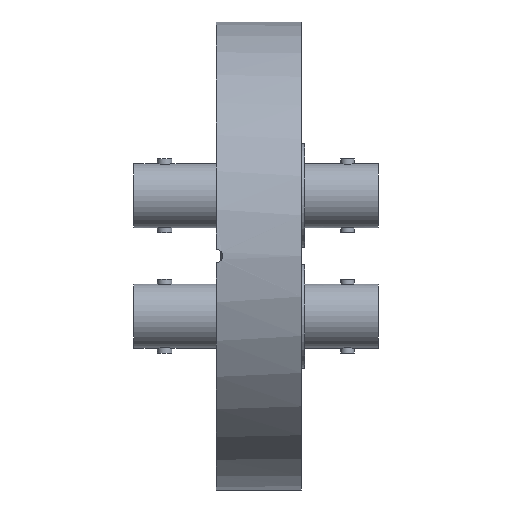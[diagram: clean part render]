
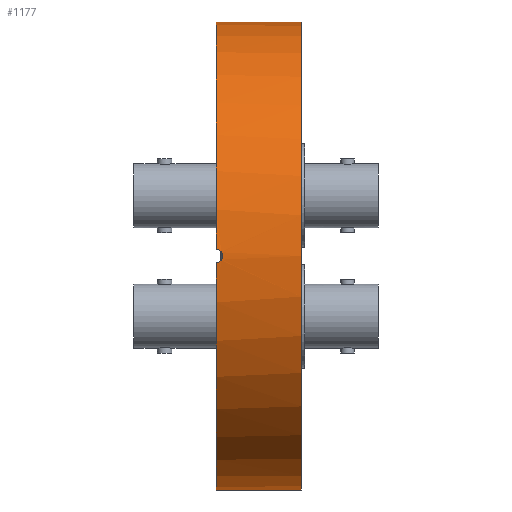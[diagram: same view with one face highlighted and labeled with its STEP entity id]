
A CAD part, left-side view. The second image highlights one B-rep face of the part: STEP entity #1177.
In plain terms, the highlighted cylindrical face has radius 34.95 mm (diameter 69.9 mm), a partial arc.
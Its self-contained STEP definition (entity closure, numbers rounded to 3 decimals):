
#87 = CARTESIAN_POINT ( 'NONE',  ( -34.949, -0.974, 0.263 ) ) ;
#132 = DIRECTION ( 'NONE',  ( 0., 1., 0. ) ) ;
#177 = ORIENTED_EDGE ( 'NONE', *, *, #1526, .F. ) ;
#357 = CARTESIAN_POINT ( 'NONE',  ( -34.945, -0.801, -0.613 ) ) ;
#360 = VERTEX_POINT ( 'NONE', #698 ) ;
#386 = CARTESIAN_POINT ( 'NONE',  ( 0., 0., 0. ) ) ;
#578 = B_SPLINE_CURVE_WITH_KNOTS ( 'NONE', 3,
 ( #2788, #1341, #588, #1558, #846, #1320, #2303, #87, #606, #2325, #1085, #3057, #357, #1808, #1574, #2557 ),
 .UNSPECIFIED., .F., .F.,
 ( 4, 2, 2, 2, 2, 2, 2, 4 ),
 ( 0., 0., 0.001, 0.001, 0.002, 0.002, 0.002, 0.003 ),
 .UNSPECIFIED. ) ;
#588 = CARTESIAN_POINT ( 'NONE',  ( -34.936, -0.262, 0.974 ) ) ;
#606 = CARTESIAN_POINT ( 'NONE',  ( -34.95, -1., 0.131 ) ) ;
#614 = CARTESIAN_POINT ( 'NONE',  ( 0., -12.7, -34.95 ) ) ;
#638 = CARTESIAN_POINT ( 'NONE',  ( 0., -12.7, 34.95 ) ) ;
#649 = LINE ( 'NONE', #1380, #1476 ) ;
#698 = CARTESIAN_POINT ( 'NONE',  ( 0., 0., 34.95 ) ) ;
#765 = EDGE_CURVE ( 'NONE', #925, #1651, #578, .T. ) ;
#846 = CARTESIAN_POINT ( 'NONE',  ( -34.941, -0.615, 0.799 ) ) ;
#849 = CARTESIAN_POINT ( 'NONE',  ( -34.936, 0., -1. ) ) ;
#860 = EDGE_LOOP ( 'NONE', ( #177, #1277, #2145, #953, #2051, #2822 ) ) ;
#890 = CARTESIAN_POINT ( 'NONE',  ( -34.936, 0., 1. ) ) ;
#925 = VERTEX_POINT ( 'NONE', #890 ) ;
#953 = ORIENTED_EDGE ( 'NONE', *, *, #1491, .F. ) ;
#1035 = AXIS2_PLACEMENT_3D ( 'NONE', #2552, #1334, #1055 ) ;
#1048 = CARTESIAN_POINT ( 'NONE',  ( 0., -12.7, -34.95 ) ) ;
#1055 = DIRECTION ( 'NONE',  ( 0., 0., 1. ) ) ;
#1069 = VECTOR ( 'NONE', #1782, 1000. ) ;
#1085 = CARTESIAN_POINT ( 'NONE',  ( -34.949, -0.974, -0.261 ) ) ;
#1177 = ADVANCED_FACE ( 'NONE', ( #1619 ), #2585, .T. ) ;
#1200 = EDGE_CURVE ( 'NONE', #2057, #360, #649, .T. ) ;
#1277 = ORIENTED_EDGE ( 'NONE', *, *, #3180, .T. ) ;
#1288 = VERTEX_POINT ( 'NONE', #614 ) ;
#1320 = CARTESIAN_POINT ( 'NONE',  ( -34.945, -0.799, 0.615 ) ) ;
#1334 = DIRECTION ( 'NONE',  ( 0., 1., 0. ) ) ;
#1341 = CARTESIAN_POINT ( 'NONE',  ( -34.936, -0.132, 1. ) ) ;
#1350 = DIRECTION ( 'NONE',  ( 0., 0., 1. ) ) ;
#1380 = CARTESIAN_POINT ( 'NONE',  ( 0., -12.7, 34.95 ) ) ;
#1386 = AXIS2_PLACEMENT_3D ( 'NONE', #386, #1845, #2352 ) ;
#1429 = AXIS2_PLACEMENT_3D ( 'NONE', #1869, #132, #1350 ) ;
#1476 = VECTOR ( 'NONE', #2815, 1000. ) ;
#1482 = LINE ( 'NONE', #1048, #1069 ) ;
#1491 = EDGE_CURVE ( 'NONE', #925, #360, #1577, .T. ) ;
#1526 = EDGE_CURVE ( 'NONE', #1288, #1971, #1482, .T. ) ;
#1544 = DIRECTION ( 'NONE',  ( 0., 1., 0. ) ) ;
#1556 = CARTESIAN_POINT ( 'NONE',  ( 0., 0., -34.95 ) ) ;
#1558 = CARTESIAN_POINT ( 'NONE',  ( -34.939, -0.504, 0.874 ) ) ;
#1574 = CARTESIAN_POINT ( 'NONE',  ( -34.936, -0.264, -1. ) ) ;
#1577 = CIRCLE ( 'NONE', #2767, 34.95 ) ;
#1585 = CIRCLE ( 'NONE', #1386, 34.95 ) ;
#1619 = FACE_OUTER_BOUND ( 'NONE', #860, .T. ) ;
#1651 = VERTEX_POINT ( 'NONE', #849 ) ;
#1782 = DIRECTION ( 'NONE',  ( 0., 1., 0. ) ) ;
#1808 = CARTESIAN_POINT ( 'NONE',  ( -34.939, -0.521, -0.893 ) ) ;
#1845 = DIRECTION ( 'NONE',  ( 0., 1., 0. ) ) ;
#1869 = CARTESIAN_POINT ( 'NONE',  ( 0., -12.7, 0. ) ) ;
#1971 = VERTEX_POINT ( 'NONE', #1556 ) ;
#2051 = ORIENTED_EDGE ( 'NONE', *, *, #765, .T. ) ;
#2057 = VERTEX_POINT ( 'NONE', #638 ) ;
#2140 = EDGE_CURVE ( 'NONE', #1971, #1651, #1585, .T. ) ;
#2145 = ORIENTED_EDGE ( 'NONE', *, *, #1200, .T. ) ;
#2303 = CARTESIAN_POINT ( 'NONE',  ( -34.947, -0.874, 0.503 ) ) ;
#2325 = CARTESIAN_POINT ( 'NONE',  ( -34.95, -1., -0.13 ) ) ;
#2352 = DIRECTION ( 'NONE',  ( 0., 0., 1. ) ) ;
#2433 = CIRCLE ( 'NONE', #1035, 34.95 ) ;
#2511 = DIRECTION ( 'NONE',  ( 0., 0., 1. ) ) ;
#2552 = CARTESIAN_POINT ( 'NONE',  ( 0., -12.7, 0. ) ) ;
#2557 = CARTESIAN_POINT ( 'NONE',  ( -34.936, 0., -1. ) ) ;
#2585 = CYLINDRICAL_SURFACE ( 'NONE', #1429, 34.95 ) ;
#2767 = AXIS2_PLACEMENT_3D ( 'NONE', #3203, #1544, #2511 ) ;
#2788 = CARTESIAN_POINT ( 'NONE',  ( -34.936, 0., 1. ) ) ;
#2815 = DIRECTION ( 'NONE',  ( 0., 1., 0. ) ) ;
#2822 = ORIENTED_EDGE ( 'NONE', *, *, #2140, .F. ) ;
#3057 = CARTESIAN_POINT ( 'NONE',  ( -34.947, -0.874, -0.503 ) ) ;
#3180 = EDGE_CURVE ( 'NONE', #1288, #2057, #2433, .T. ) ;
#3203 = CARTESIAN_POINT ( 'NONE',  ( 0., 0., 0. ) ) ;
